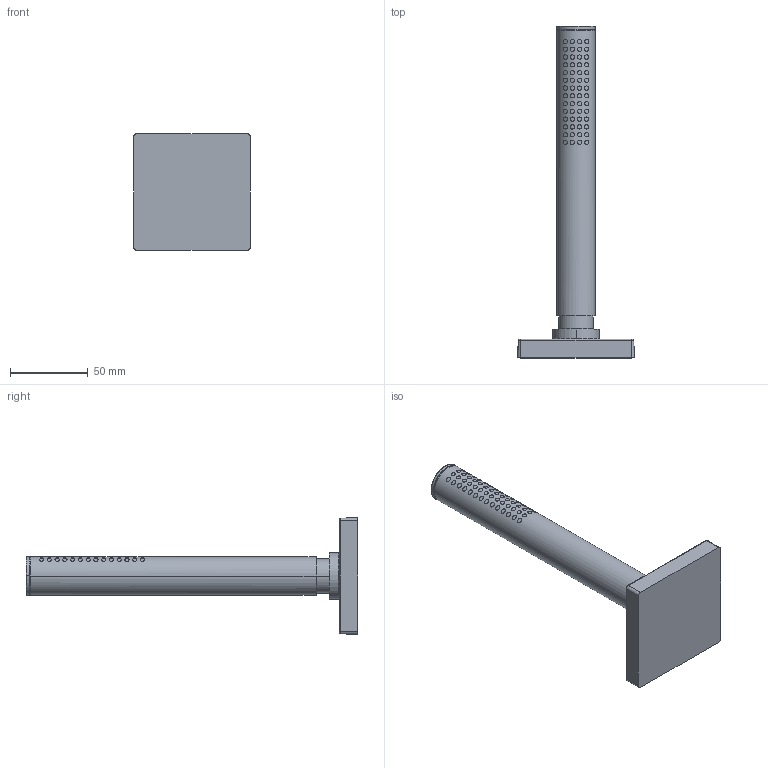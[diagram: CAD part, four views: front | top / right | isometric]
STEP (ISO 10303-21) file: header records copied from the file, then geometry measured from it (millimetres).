
FILE_DESCRIPTION (( 'STEP AP203' ), '1' );
FILE_NAME ('53549420.STEP', '2020-04-22T05:08:28', ( '' ), ( '' ), 'SwSTEP 2.0', 'SolidWorks 2016', '' );
FILE_SCHEMA (( 'CONFIG_CONTROL_DESIGN' ));
Length unit declared in the file: millimetre
Products named in the file (1): 53549420
Bounding box: 75 x 213.8 x 75 mm (x, y, z)
Volume: 173740.7 mm3; surface area: 36950.8 mm2
Topology: 4 solids, 4 shells, 107 faces, 222 edges, 182 vertices
Faces by surface type: bspline 68, cylinder 16, plane 15, cone 4, torus 4
Entity records: 12237 total; most frequent: CARTESIAN_POINT 10212, ORIENTED_EDGE 444, EDGE_CURVE 222, DIRECTION 208, VERTEX_POINT 182, EDGE_LOOP 166, B_SPLINE_CURVE_WITH_KNOTS 136, ADVANCED_FACE 107
